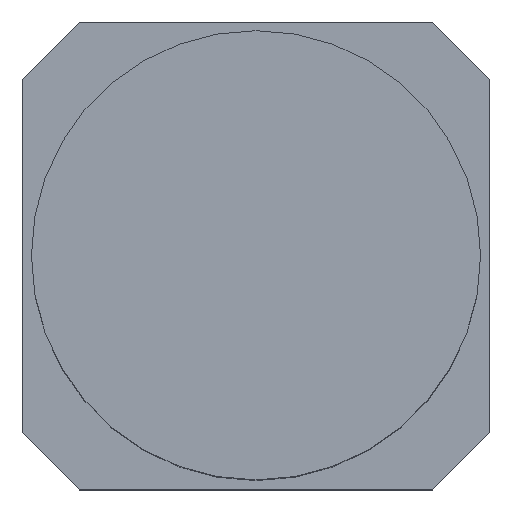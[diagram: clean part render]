
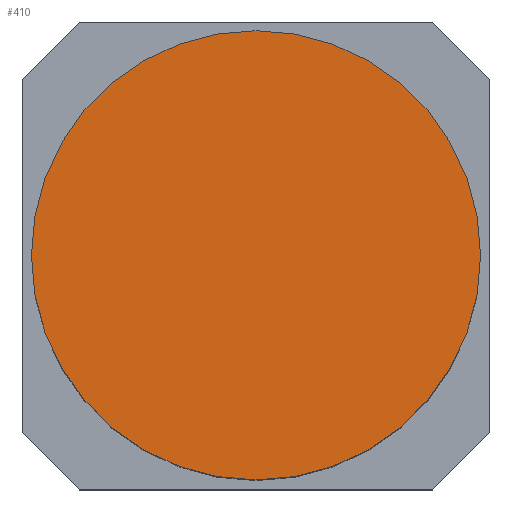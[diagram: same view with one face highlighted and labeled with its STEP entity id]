
A CAD part, top view. The second image highlights one B-rep face of the part: STEP entity #410.
In plain terms, the highlighted planar face has unit normal (0, 0, 1).
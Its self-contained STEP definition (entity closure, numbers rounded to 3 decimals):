
#363=CARTESIAN_POINT('',(0.,0.,4.4));
#364=DIRECTION('',(0.,0.,1.));
#365=DIRECTION('',(1.,0.,0.));
#366=AXIS2_PLACEMENT_3D('',#363,#364,#365);
#368=CARTESIAN_POINT('',(0.,0.,4.4));
#369=DIRECTION('',(0.,0.,1.));
#370=DIRECTION('',(-1.,0.,0.));
#371=AXIS2_PLACEMENT_3D('',#368,#369,#370);
#391=CARTESIAN_POINT('',(2.4,0.,4.4));
#392=CARTESIAN_POINT('',(-2.4,0.,4.4));
#393=VERTEX_POINT('',#391);
#394=VERTEX_POINT('',#392);
#399=CARTESIAN_POINT('',(0.,0.,4.4));
#400=DIRECTION('',(0.,0.,1.));
#401=DIRECTION('',(1.,0.,0.));
#402=AXIS2_PLACEMENT_3D('',#399,#400,#401);
#403=PLANE('',#402);
#405=ORIENTED_EDGE('',*,*,#404,.F.);
#407=ORIENTED_EDGE('',*,*,#406,.F.);
#408=EDGE_LOOP('',(#405,#407));
#409=FACE_OUTER_BOUND('',#408,.F.);
#367=CIRCLE('',#366,2.4);
#372=CIRCLE('',#371,2.4);
#404=EDGE_CURVE('',#393,#394,#367,.T.);
#406=EDGE_CURVE('',#394,#393,#372,.T.);
#410=ADVANCED_FACE('',(#409),#403,.T.);
